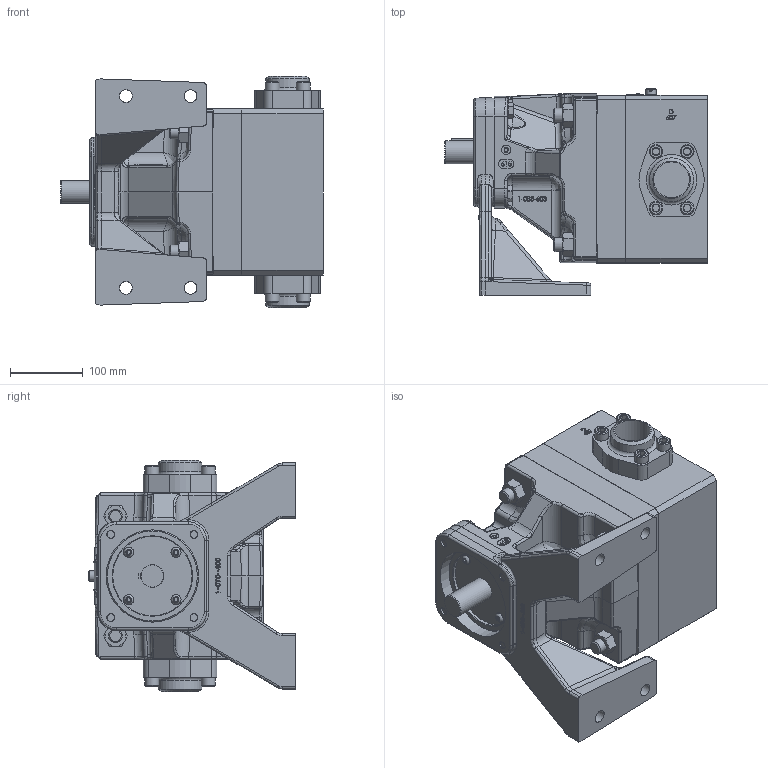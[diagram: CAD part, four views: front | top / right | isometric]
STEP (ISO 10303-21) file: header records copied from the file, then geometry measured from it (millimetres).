
FILE_DESCRIPTION (( 'STEP AP214' ), '1' );
FILE_NAME ('GPV-1415-018-U.STEP', '2016-09-15T20:20:46', ( '' ), ( '' ), 'SwSTEP 2.0', 'SolidWorks 2015', '' );
FILE_SCHEMA (( 'AUTOMOTIVE_DESIGN' ));
Length unit declared in the file: inch
Products named in the file (1): GPV-1415-018-U
Bounding box: 361.71 x 284.61 x 318.52 mm (x, y, z)
Volume: 13654070.6 mm3; surface area: 778334.2 mm2
Topology: 18 solids, 18 shells, 2327 faces, 5647 edges, 3589 vertices
Faces by surface type: plane 1392, bspline 434, cylinder 295, cone 169, sphere 26, torus 11
Full cylindrical faces by diameter (mm): 3.175 x2, 10.716 x12, 11.146 x6, 12.7 x14, 13.487 x8, 13.894 x4, 14.287 x4, 14.288 x1, 17.526 x4, 19.05 x16, 20.65 x4, 21.438 x4, 31.737 x1, 49.301 x2, 50.8 x2, 55.372 x2, 57.15 x2, 60.325 x2, 63.246 x2, 63.546 x2, 109.22 x1, 126.975 x1, 127.089 x1, 190.5 x2
Entity records: 190905 total; most frequent: CARTESIAN_POINT 110421, ORIENTED_EDGE 10670, DIRECTION 8795, EDGE_CURVE 5335, LINE 3555, VECTOR 3555, VERTEX_POINT 3532, EDGE_LOOP 2889
